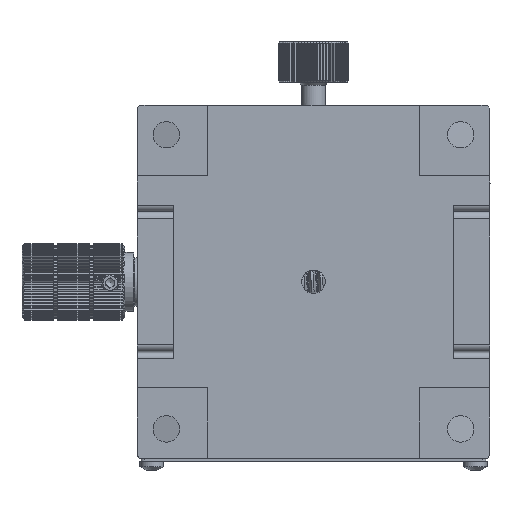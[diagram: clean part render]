
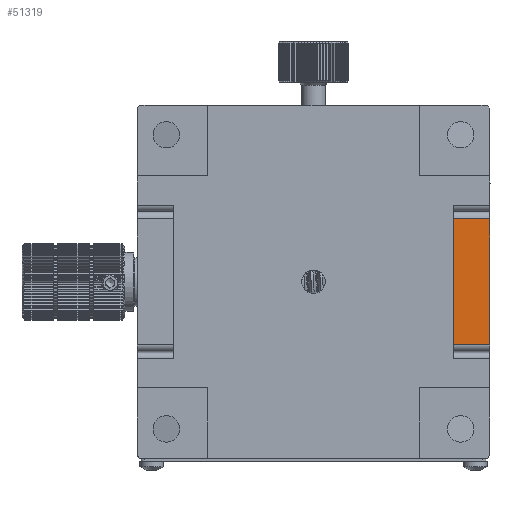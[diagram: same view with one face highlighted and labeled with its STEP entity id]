
A CAD part, top view. The second image highlights one B-rep face of the part: STEP entity #51319.
In plain terms, the highlighted planar face has unit normal (0, 0, 1).
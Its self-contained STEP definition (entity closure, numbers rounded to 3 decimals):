
#1240 = LINE ( 'NONE', #24720, #30048 ) ;
#9900 = LINE ( 'NONE', #63431, #57723 ) ;
#11776 = VERTEX_POINT ( 'NONE', #53585 ) ;
#14904 = CARTESIAN_POINT ( 'NONE',  ( 23.75, -10.7, 99.4 ) ) ;
#19558 = CARTESIAN_POINT ( 'NONE',  ( 23.75, 11.9, 99.4 ) ) ;
#20712 = ORIENTED_EDGE ( 'NONE', *, *, #24453, .F. ) ;
#24135 = EDGE_LOOP ( 'NONE', ( #48284, #20712, #47429, #38242 ) ) ;
#24453 = EDGE_CURVE ( 'NONE', #28128, #44682, #74480, .T. ) ;
#24720 = CARTESIAN_POINT ( 'NONE',  ( 29.95, 11.9, 99.4 ) ) ;
#28128 = VERTEX_POINT ( 'NONE', #41106 ) ;
#29999 = VECTOR ( 'NONE', #43065, 1000. ) ;
#30048 = VECTOR ( 'NONE', #60154, 1000. ) ;
#32137 = DIRECTION ( 'NONE',  ( 1., 0., 0. ) ) ;
#32888 = VERTEX_POINT ( 'NONE', #48915 ) ;
#32895 = AXIS2_PLACEMENT_3D ( 'NONE', #68340, #49095, #32137 ) ;
#34292 = EDGE_CURVE ( 'NONE', #44682, #32888, #48836, .T. ) ;
#38242 = ORIENTED_EDGE ( 'NONE', *, *, #45898, .F. ) ;
#40305 = DIRECTION ( 'NONE',  ( 1., 0., 0. ) ) ;
#41106 = CARTESIAN_POINT ( 'NONE',  ( 29.95, -10.7, 99.4 ) ) ;
#43065 = DIRECTION ( 'NONE',  ( 0., 1., 0. ) ) ;
#43689 = EDGE_CURVE ( 'NONE', #28128, #11776, #1240, .T. ) ;
#44682 = VERTEX_POINT ( 'NONE', #14904 ) ;
#45822 = VECTOR ( 'NONE', #57537, 1000. ) ;
#45898 = EDGE_CURVE ( 'NONE', #32888, #11776, #9900, .T. ) ;
#45979 = CARTESIAN_POINT ( 'NONE',  ( 23.75, -10.7, 99.4 ) ) ;
#47429 = ORIENTED_EDGE ( 'NONE', *, *, #43689, .T. ) ;
#48284 = ORIENTED_EDGE ( 'NONE', *, *, #34292, .F. ) ;
#48836 = LINE ( 'NONE', #19558, #29999 ) ;
#48915 = CARTESIAN_POINT ( 'NONE',  ( 23.75, 10.7, 99.4 ) ) ;
#49095 = DIRECTION ( 'NONE',  ( 0., 0., 1. ) ) ;
#51319 = ADVANCED_FACE ( 'NONE', ( #62541 ), #61388, .T. ) ;
#53585 = CARTESIAN_POINT ( 'NONE',  ( 29.95, 10.7, 99.4 ) ) ;
#57537 = DIRECTION ( 'NONE',  ( -1., 0., 0. ) ) ;
#57723 = VECTOR ( 'NONE', #40305, 1000. ) ;
#60154 = DIRECTION ( 'NONE',  ( 0., 1., 0. ) ) ;
#61388 = PLANE ( 'NONE',  #32895 ) ;
#62541 = FACE_OUTER_BOUND ( 'NONE', #24135, .T. ) ;
#63431 = CARTESIAN_POINT ( 'NONE',  ( 23.75, 10.7, 99.4 ) ) ;
#68340 = CARTESIAN_POINT ( 'NONE',  ( 23.75, 11.9, 99.4 ) ) ;
#74480 = LINE ( 'NONE', #45979, #45822 ) ;
